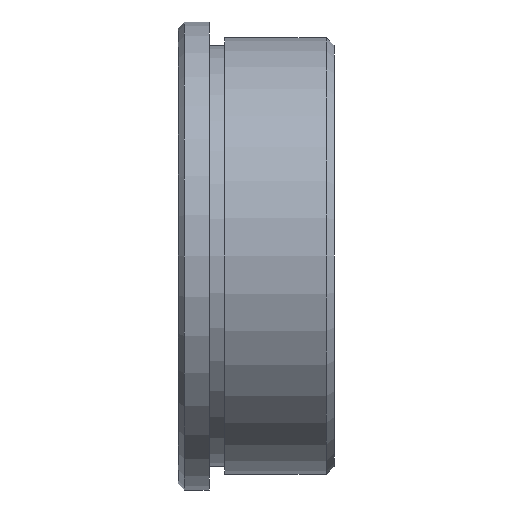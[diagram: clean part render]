
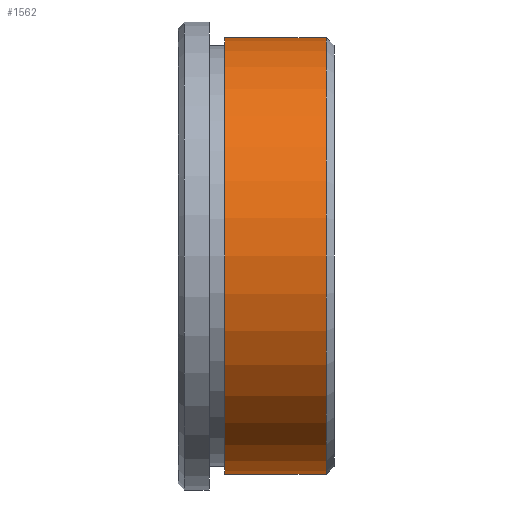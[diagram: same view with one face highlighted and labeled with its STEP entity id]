
A CAD part, left-side view. The second image highlights one B-rep face of the part: STEP entity #1562.
In plain terms, the highlighted cylindrical face has radius 7 mm (diameter 14 mm), a partial arc.
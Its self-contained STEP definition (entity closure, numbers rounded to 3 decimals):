
#1276 = VERTEX_POINT('',#1277);
#1277 = CARTESIAN_POINT('',(0.,0.254,-7.));
#1284 = VERTEX_POINT('',#1285);
#1285 = CARTESIAN_POINT('',(0.,0.254,7.));
#1457 = VERTEX_POINT('',#1458);
#1458 = CARTESIAN_POINT('',(0.,3.5,7.));
#1459 = VERTEX_POINT('',#1460);
#1460 = CARTESIAN_POINT('',(0.,3.5,-7.));
#1467 = EDGE_CURVE('',#1457,#1284,#1468,.T.);
#1468 = LINE('',#1469,#1470);
#1469 = CARTESIAN_POINT('',(0.,4.,7.));
#1470 = VECTOR('',#1471,1.);
#1471 = DIRECTION('',(-0.,-1.,-0.));
#1474 = EDGE_CURVE('',#1459,#1276,#1475,.T.);
#1475 = LINE('',#1476,#1477);
#1476 = CARTESIAN_POINT('',(0.,4.,-7.));
#1477 = VECTOR('',#1478,1.);
#1478 = DIRECTION('',(-0.,-1.,-0.));
#1562 = ADVANCED_FACE('',(#1563),#1581,.T.);
#1563 = FACE_BOUND('',#1564,.T.);
#1564 = EDGE_LOOP('',(#1565,#1566,#1573,#1574));
#1565 = ORIENTED_EDGE('',*,*,#1467,.F.);
#1566 = ORIENTED_EDGE('',*,*,#1567,.F.);
#1567 = EDGE_CURVE('',#1459,#1457,#1568,.T.);
#1568 = CIRCLE('',#1569,7.);
#1569 = AXIS2_PLACEMENT_3D('',#1570,#1571,#1572);
#1570 = CARTESIAN_POINT('',(0.,3.5,0.));
#1571 = DIRECTION('',(-0.,1.,0.));
#1572 = DIRECTION('',(0.,0.,1.));
#1573 = ORIENTED_EDGE('',*,*,#1474,.T.);
#1574 = ORIENTED_EDGE('',*,*,#1575,.T.);
#1575 = EDGE_CURVE('',#1276,#1284,#1576,.T.);
#1576 = CIRCLE('',#1577,7.);
#1577 = AXIS2_PLACEMENT_3D('',#1578,#1579,#1580);
#1578 = CARTESIAN_POINT('',(0.,0.254,0.));
#1579 = DIRECTION('',(-0.,1.,0.));
#1580 = DIRECTION('',(0.,0.,1.));
#1581 = CYLINDRICAL_SURFACE('',#1582,7.);
#1582 = AXIS2_PLACEMENT_3D('',#1583,#1584,#1585);
#1583 = CARTESIAN_POINT('',(0.,4.,0.));
#1584 = DIRECTION('',(-0.,-1.,-0.));
#1585 = DIRECTION('',(0.,0.,-1.));
